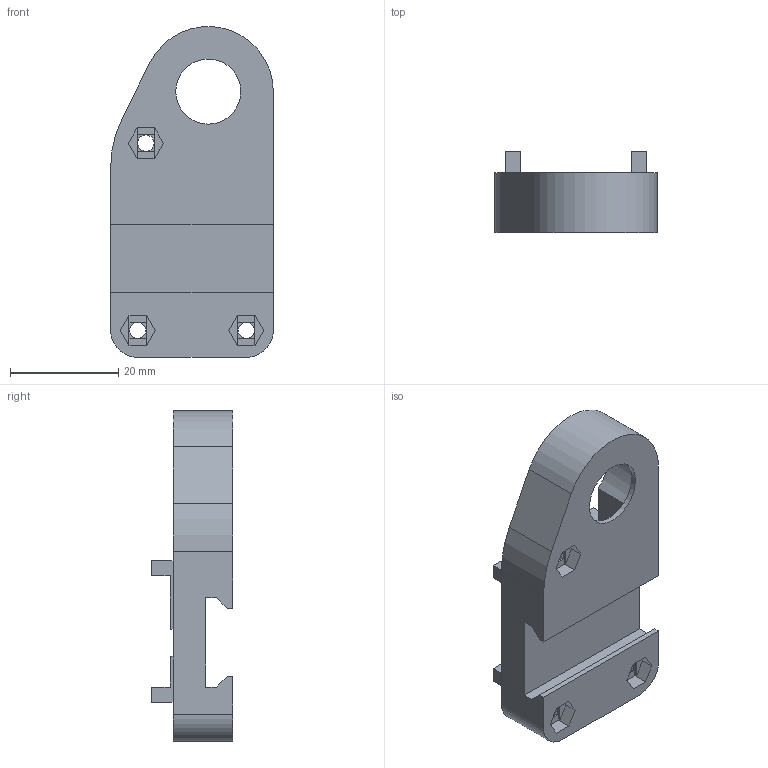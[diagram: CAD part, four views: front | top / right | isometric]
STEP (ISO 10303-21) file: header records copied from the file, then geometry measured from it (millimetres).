
FILE_DESCRIPTION(/* description */ (''),/* implementation_level */ '2;1');
FILE_NAME(/* name */ 'OBS-D-202_V2.step',/* time_stamp */ '2021-01-09T18:39:58+01:00',/* author */ (''),/* organization */ (''),/* preprocessor_version */ 'ST-DEVELOPER v18.1',/* originating_system */ 'Autodesk Translation Framework v9.7.1.1290',/* authorisation */ '');
FILE_SCHEMA (('AUTOMOTIVE_DESIGN { 1 0 10303 214 3 1 1 }'));
Length unit declared in the file: millimetre
Products named in the file (1): OBS-D-002
Bounding box: 30 x 15 x 60.98 mm (x, y, z)
Volume: 10200 mm3; surface area: 7064.6 mm2
Topology: 1 solids, 1 shells, 118 faces, 327 edges, 213 vertices
Faces by surface type: plane 107, cylinder 11
Full cylindrical faces by diameter (mm): 2.8 x1, 3 x3, 12 x1, 21.584 x1
Entity records: 3739 total; most frequent: CARTESIAN_POINT 659, ORIENTED_EDGE 654, DIRECTION 595, EDGE_CURVE 327, LINE 297, VECTOR 297, VERTEX_POINT 213, AXIS2_PLACEMENT_3D 149
